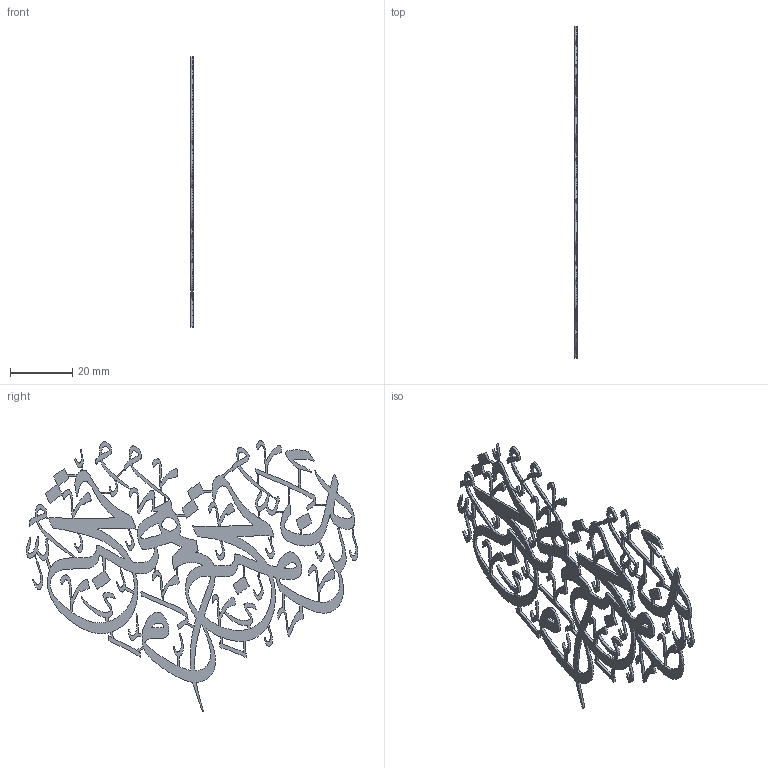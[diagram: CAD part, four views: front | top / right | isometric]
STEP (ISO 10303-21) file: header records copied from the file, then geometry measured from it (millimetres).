
FILE_DESCRIPTION(('FreeCAD Model'),'2;1');
FILE_NAME('Open CASCADE Shape Model','2025-05-04T05:27:18',('FreeCAD'),( 'FreeCAD'),'Open CASCADE STEP processor 7.6','FreeCAD','Unknown');
FILE_SCHEMA(('AUTOMOTIVE_DESIGN { 1 0 10303 214 1 1 1 1 }'));
Products named in the file (1): Open CASCADE STEP translator 7.6 1
Bounding box: 0.8 x 106.28 x 86.6 mm (x, y, z)
Volume: 1853.9 mm3; surface area: 6793 mm2
Topology: 1 solids, 1 shells, 3942 faces, 11820 edges, 7880 vertices
Faces by surface type: bspline 3942
Entity records: 118358 total; most frequent: CARTESIAN_POINT 47289, ORIENTED_EDGE 23640, EDGE_CURVE 11820, B_SPLINE_CURVE_WITH_KNOTS 11820, VERTEX_POINT 7880, FACE_BOUND 4004, EDGE_LOOP 4004, ADVANCED_FACE 3942
